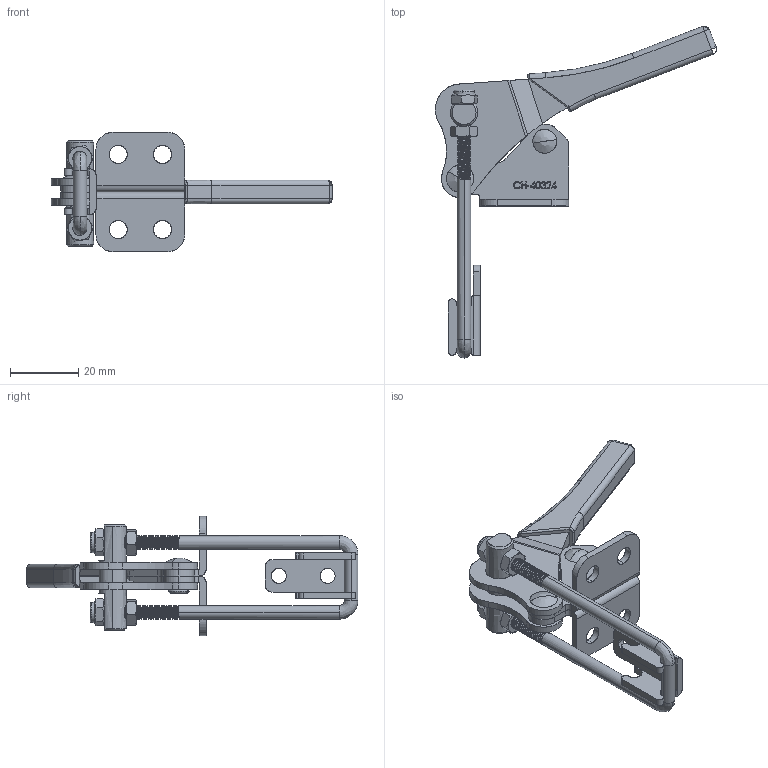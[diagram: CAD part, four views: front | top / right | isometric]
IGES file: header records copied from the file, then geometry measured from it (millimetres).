
Start section: SolidWorks IGES file using analytic representation for surfaces
Global section: file name: GP-1324.IGS; native system: SolidWorks 2019; preprocessor: SolidWorks 2019; author: Engenharia; date: 210210.145127; units: millimetre
Bounding box: 82.39 x 97.28 x 35 mm (x, y, z)
Surface area: 15139.8 mm2 (no closed solid volume)
Topology: 0 solids, 0 shells, 852 faces, 13957 edges, 13945 vertices
Faces by surface type: bspline 483, revolution 369
